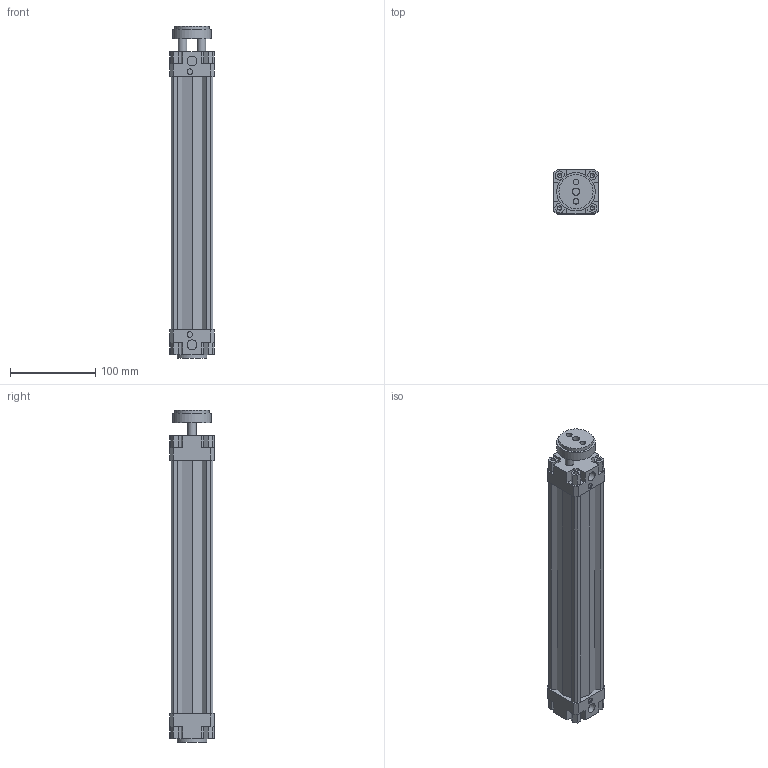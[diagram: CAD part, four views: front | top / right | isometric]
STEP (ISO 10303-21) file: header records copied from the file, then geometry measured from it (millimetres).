
FILE_DESCRIPTION(/* description */ ('CORPO BASE'),/* implementation_level */ '2;1');
FILE_NAME(/* name */ '132#_040_0250_01.stp',/* time_stamp */ '2016-10-06T15:45:30+02:00',/* author */ ('Maniean1'),/* organization */ ('Pneumax S.p.A.'),/* preprocessor_version */ 'ST-DEVELOPER v15.2',/* originating_system */ 'Autodesk Inventor 2014',/* authorisation */ '');
FILE_SCHEMA (('AUTOMOTIVE_DESIGN { 1 0 10303 214 3 1 1 }'));
Length unit declared in the file: millimetre
Products named in the file (3): C_132#_40_250_01; S_132#_040_0250_01; 132#_040_0250_01
Bounding box: 52 x 52 x 389 mm (x, y, z)
Volume: 473112 mm3; surface area: 161374.8 mm2
Topology: 2 solids, 2 shells, 180 faces, 464 edges, 308 vertices
Faces by surface type: plane 148, cylinder 24, cone 8
Full cylindrical faces by diameter (mm): 5 x8, 6.5 x2, 6.647 x2, 8.376 x1, 10 x4, 11.6 x2, 35 x1, 40 x3, 45 x1
Entity records: 5402 total; most frequent: CARTESIAN_POINT 901, ORIENTED_EDGE 840, DIRECTION 838, EDGE_CURVE 420, LINE 372, VECTOR 372, VERTEX_POINT 296, EDGE_LOOP 242
